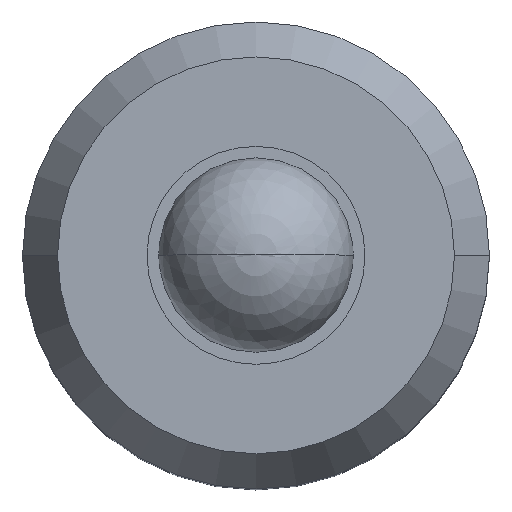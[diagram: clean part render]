
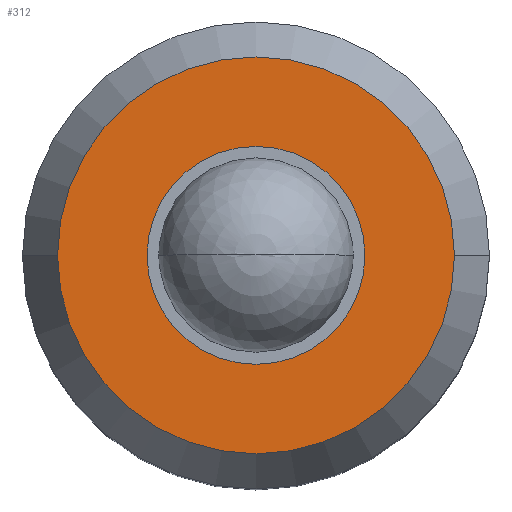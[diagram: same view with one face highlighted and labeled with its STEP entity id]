
A CAD part, top view. The second image highlights one B-rep face of the part: STEP entity #312.
In plain terms, the highlighted planar face has unit normal (0, 0, 1).
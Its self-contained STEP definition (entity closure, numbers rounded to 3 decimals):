
#148=VERTEX_POINT('',#365);
#166=VERTEX_POINT('',#384);
#206=VERTEX_POINT('',#426);
#222=EDGE_CURVE('',#166,#206,#445,.T.);
#292=EDGE_CURVE('',#148,#298,#526,.T.);
#298=VERTEX_POINT('',#533);
#302=EDGE_CURVE('',#206,#166,#538,.T.);
#312=ADVANCED_FACE('',(#549,#550),#551,.T.);
#322=EDGE_CURVE('',#298,#148,#562,.T.);
#365=CARTESIAN_POINT('',(5.1,0.,0.));
#384=CARTESIAN_POINT('',(2.8,0.,0.));
#426=CARTESIAN_POINT('',(-2.8,0.,0.));
#445=CIRCLE('',#709,2.8);
#526=CIRCLE('',#810,5.1);
#533=CARTESIAN_POINT('',(-5.1,0.,0.));
#538=CIRCLE('',#823,2.8);
#549=FACE_OUTER_BOUND('',#836,.T.);
#550=FACE_BOUND('',#837,.T.);
#551=PLANE('',#838);
#562=CIRCLE('',#852,5.1);
#709=AXIS2_PLACEMENT_3D('',#979,#980,#981);
#810=AXIS2_PLACEMENT_3D('',#1085,#1086,#1087);
#823=AXIS2_PLACEMENT_3D('',#1104,#1105,#1106);
#836=EDGE_LOOP('',(#1122,#1123));
#837=EDGE_LOOP('',(#1124,#1125));
#838=AXIS2_PLACEMENT_3D('',#1126,#1127,#1128);
#852=AXIS2_PLACEMENT_3D('',#1137,#1138,#1139);
#979=CARTESIAN_POINT('',(0.,0.,0.));
#980=DIRECTION('',(0.0,0.0,1.0));
#981=DIRECTION('',(-1.0,0.,0.0));
#1085=CARTESIAN_POINT('',(0.,0.,0.));
#1086=DIRECTION('',(0.0,0.0,1.0));
#1087=DIRECTION('',(-1.0,0.,0.0));
#1104=CARTESIAN_POINT('',(0.,0.,0.));
#1105=DIRECTION('',(0.0,0.0,1.0));
#1106=DIRECTION('',(-1.0,0.,0.0));
#1122=ORIENTED_EDGE('',*,*,#322,.T.);
#1123=ORIENTED_EDGE('',*,*,#292,.T.);
#1124=ORIENTED_EDGE('',*,*,#302,.F.);
#1125=ORIENTED_EDGE('',*,*,#222,.F.);
#1126=CARTESIAN_POINT('',(-3.95,0.,0.));
#1127=DIRECTION('',(0.0,0.0,1.0));
#1128=DIRECTION('',(-1.0,0.,0.0));
#1137=CARTESIAN_POINT('',(0.,0.,0.));
#1138=DIRECTION('',(0.0,0.0,1.0));
#1139=DIRECTION('',(-1.0,0.,0.0));
